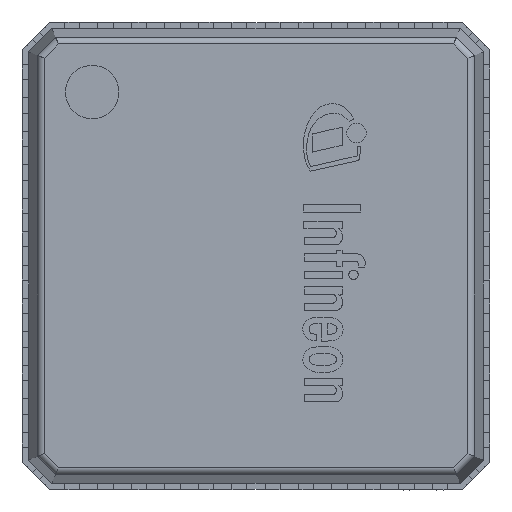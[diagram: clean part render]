
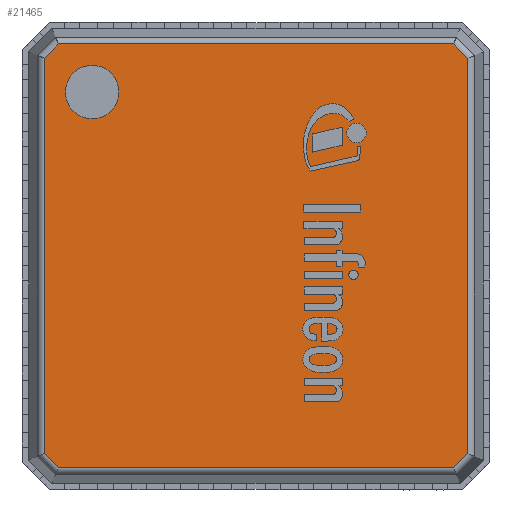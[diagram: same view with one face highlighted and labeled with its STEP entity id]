
A CAD part, top view. The second image highlights one B-rep face of the part: STEP entity #21465.
In plain terms, the highlighted planar face has unit normal (0, 0, 1).
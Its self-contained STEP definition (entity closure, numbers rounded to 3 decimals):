
#265=FACE_BOUND('',#2454,.T.);
#280=PLANE('',#22758);
#1231=FACE_OUTER_BOUND('',#2453,.T.);
#2453=EDGE_LOOP('',(#14888,#14889,#14890,#14891,#14892,#14893,#14894,#14895));
#2454=EDGE_LOOP('',(#14896));
#3698=LINE('',#30486,#6409);
#3699=LINE('',#30488,#6410);
#3700=LINE('',#30490,#6411);
#3701=LINE('',#30492,#6412);
#3702=LINE('',#30494,#6413);
#3703=LINE('',#30496,#6414);
#3704=LINE('',#30498,#6415);
#3705=LINE('',#30499,#6416);
#6409=VECTOR('',#24454,1000.);
#6410=VECTOR('',#24455,1000.);
#6411=VECTOR('',#24456,1000.);
#6412=VECTOR('',#24457,1000.);
#6413=VECTOR('',#24458,1000.);
#6414=VECTOR('',#24459,1000.);
#6415=VECTOR('',#24460,1000.);
#6416=VECTOR('',#24461,1000.);
#9096=CIRCLE('',#22749,0.4);
#9540=VERTEX_POINT('',#30432);
#9557=VERTEX_POINT('',#30484);
#9558=VERTEX_POINT('',#30485);
#9559=VERTEX_POINT('',#30487);
#9560=VERTEX_POINT('',#30489);
#9561=VERTEX_POINT('',#30491);
#9562=VERTEX_POINT('',#30493);
#9563=VERTEX_POINT('',#30495);
#9564=VERTEX_POINT('',#30497);
#11655=EDGE_CURVE('',#9540,#9540,#9096,.T.);
#11680=EDGE_CURVE('',#9557,#9558,#3698,.T.);
#11681=EDGE_CURVE('',#9558,#9559,#3699,.T.);
#11682=EDGE_CURVE('',#9559,#9560,#3700,.T.);
#11683=EDGE_CURVE('',#9560,#9561,#3701,.T.);
#11684=EDGE_CURVE('',#9561,#9562,#3702,.T.);
#11685=EDGE_CURVE('',#9562,#9563,#3703,.T.);
#11686=EDGE_CURVE('',#9563,#9564,#3704,.T.);
#11687=EDGE_CURVE('',#9564,#9557,#3705,.T.);
#14888=ORIENTED_EDGE('',*,*,#11680,.T.);
#14889=ORIENTED_EDGE('',*,*,#11681,.T.);
#14890=ORIENTED_EDGE('',*,*,#11682,.T.);
#14891=ORIENTED_EDGE('',*,*,#11683,.T.);
#14892=ORIENTED_EDGE('',*,*,#11684,.T.);
#14893=ORIENTED_EDGE('',*,*,#11685,.T.);
#14894=ORIENTED_EDGE('',*,*,#11686,.T.);
#14895=ORIENTED_EDGE('',*,*,#11687,.T.);
#14896=ORIENTED_EDGE('',*,*,#11655,.F.);
#21465=ADVANCED_FACE('',(#1231,#265),#280,.T.);
#22749=AXIS2_PLACEMENT_3D('',#30434,#24410,#24411);
#22758=AXIS2_PLACEMENT_3D('',#30483,#24452,#24453);
#24410=DIRECTION('center_axis',(0.,0.,1.));
#24411=DIRECTION('ref_axis',(0.,-1.,0.));
#24452=DIRECTION('center_axis',(0.,0.,1.));
#24453=DIRECTION('ref_axis',(0.,-1.,0.));
#24454=DIRECTION('',(0.,1.,0.));
#24455=DIRECTION('',(-0.707,0.707,0.));
#24456=DIRECTION('',(-1.,0.,0.));
#24457=DIRECTION('',(-0.707,-0.707,0.));
#24458=DIRECTION('',(0.,-1.,0.));
#24459=DIRECTION('',(0.707,-0.707,0.));
#24460=DIRECTION('',(1.,0.,0.));
#24461=DIRECTION('',(0.707,0.707,0.));
#30432=CARTESIAN_POINT('',(-2.45,2.85,0.9));
#30434=CARTESIAN_POINT('Origin',(-2.45,2.45,0.9));
#30483=CARTESIAN_POINT('Origin',(0.,0.,0.9));
#30484=CARTESIAN_POINT('',(3.17,-2.958,0.9));
#30485=CARTESIAN_POINT('',(3.17,2.958,0.9));
#30486=CARTESIAN_POINT('',(3.17,2.991,0.9));
#30487=CARTESIAN_POINT('',(2.958,3.17,0.9));
#30488=CARTESIAN_POINT('',(2.934,3.194,0.9));
#30489=CARTESIAN_POINT('',(-2.958,3.17,0.9));
#30490=CARTESIAN_POINT('',(-2.991,3.17,0.9));
#30491=CARTESIAN_POINT('',(-3.17,2.958,0.9));
#30492=CARTESIAN_POINT('',(-3.194,2.934,0.9));
#30493=CARTESIAN_POINT('',(-3.17,-2.958,0.9));
#30494=CARTESIAN_POINT('',(-3.17,-2.991,0.9));
#30495=CARTESIAN_POINT('',(-2.958,-3.17,0.9));
#30496=CARTESIAN_POINT('',(-2.934,-3.194,0.9));
#30497=CARTESIAN_POINT('',(2.958,-3.17,0.9));
#30498=CARTESIAN_POINT('',(2.991,-3.17,0.9));
#30499=CARTESIAN_POINT('',(3.194,-2.934,0.9));
